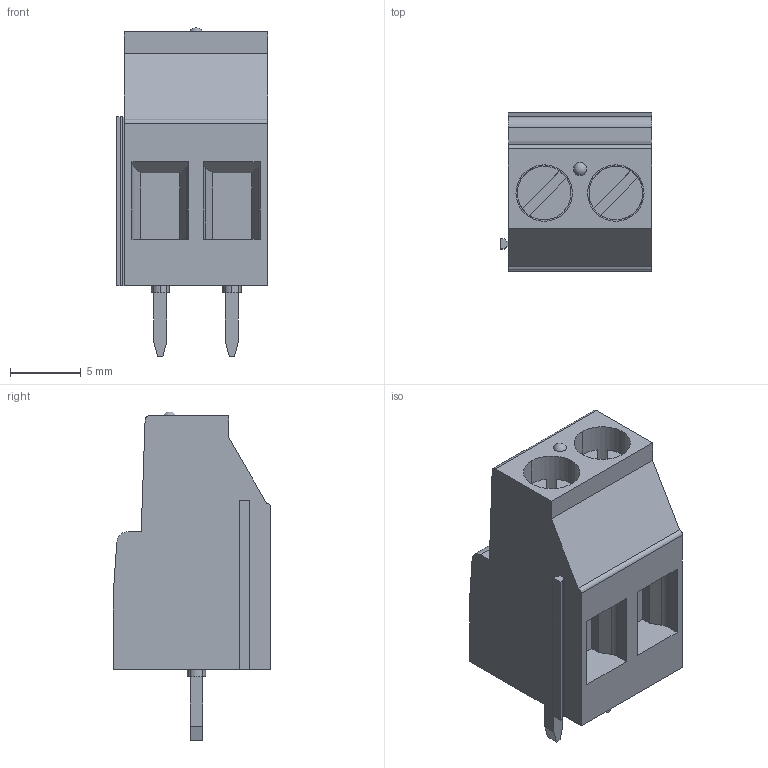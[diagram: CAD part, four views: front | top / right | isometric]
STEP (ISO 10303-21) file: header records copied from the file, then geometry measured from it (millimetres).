
FILE_DESCRIPTION(('Creo Elements/Direct Modeling STEP Export'),'2;1');
FILE_NAME('model.stp','2015-08-27T 7:42:47',(''),(''),'Creo Elements/Direct Modeling STEP processor for AP214 (Solid Model)','Creo Elements/Direct Modeling 18.1B 29-Sep-2012 (C) Parametric Technology GmbH','');
FILE_SCHEMA(('AUTOMOTIVE_DESIGN { 1 0 10303 214 1 1 1 1 }'));
Length unit declared in the file: millimetre
Products named in the file (5): MKDS_3-2-5_08.PRT; BOHRLOCHDURCHMESSER_2.PRT; BOHRLOCHDURCHMESSER_1.PRT; BOHRLOCHDURCHMESSER.ASM; 1711725_MKDS_3_2-5_08.ASM
Assembly tree (4 placements, depth 3):
  1711725_MKDS_3_2-5_08.ASM
    BOHRLOCHDURCHMESSER.ASM
      BOHRLOCHDURCHMESSER_1.PRT
      BOHRLOCHDURCHMESSER_2.PRT
    MKDS_3-2-5_08.PRT
Bounding box: 10.73 x 11.2 x 23.3 mm (x, y, z)
Volume: 1584.5 mm3; surface area: 1195.6 mm2
Topology: 3 solids, 3 shells, 108 faces, 273 edges, 181 vertices
Faces by surface type: plane 84, cylinder 23, sphere 1
Entity records: 4150 total; most frequent: CARTESIAN_POINT 553, ORIENTED_EDGE 546, DIRECTION 526, EDGE_CURVE 273, VECTOR 218, LINE 218, VERTEX_POINT 181, AXIS2_PLACEMENT_3D 154
